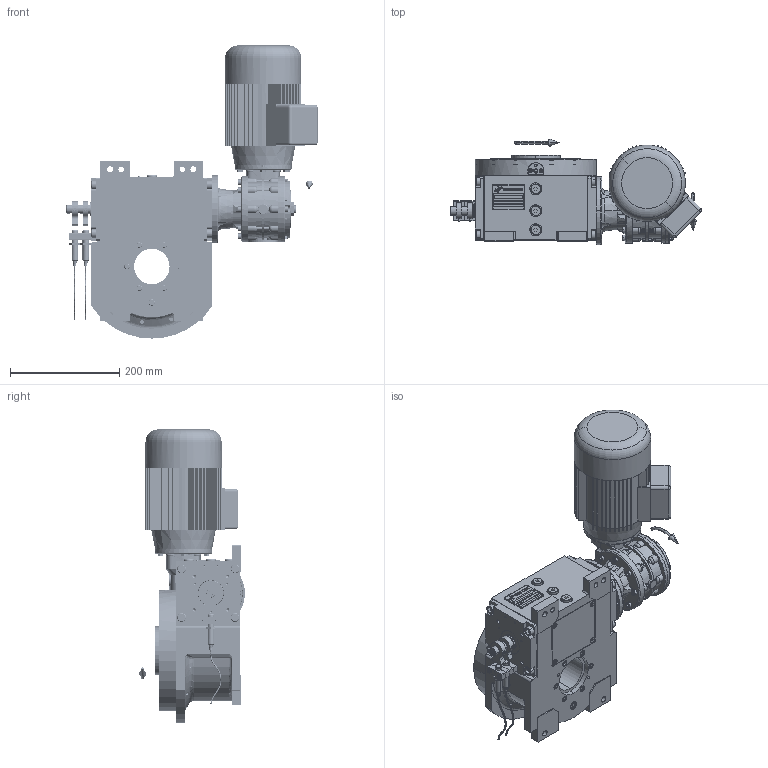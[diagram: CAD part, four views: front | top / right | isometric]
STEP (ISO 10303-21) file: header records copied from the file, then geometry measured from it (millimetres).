
FILE_DESCRIPTION (( 'STEP AP203' ), '1' );
FILE_NAME ('PC5201803.step', '2026-02-03T16:18:14', ( '' ), ( '' ), 'SwSTEP 2.0', 'SolidWorks 2020', '' );
FILE_SCHEMA (( 'CONFIG_CONTROL_DESIGN' ));
Length unit declared in the file: millimetre
Products named in the file (91): cfn2002_01_008; AS_rig06_17_s_007; AS_900_38_30_003; cfn2000_01_103; as_cfn2401_01_003.stp; cfn2000_01_124; rig06_016; AS_cfn2476_01_002_60x46; cfn2107_01_001; cfn2000_01_161; CFN2010_01_012.stp; AS_rig06_002_bl_001; AS_900_38_11_019; RIG06_021_AF0.stp; cfn2151_01_170; rig06_005_n_01; cfn2205_01_013; cfn2077_01_018; rig06_002_bl_001; RMI50_F1_LCB_SX_71B14; freccia_angolare; AS_rig06_004; CFN2401_01_003.stp; rig06_003_8_002; cfn2010_01_015.prt; cfn2115_02_165; 900_38_11_019; CFN2000_01_185.stp; rig06_017_s_007; cfn2070_05_005; cfn2155_01_056; rig06_004; cfn2003_01_054; AS_rig06_004_s_001; cfn2155_01_200; cfn2128_04_004; CFN2010_02_002.stp; cfn2128_19_002; RIG06_005_ASM.stp; cfn2104_01_016 ...
Assembly tree (89 placements, depth 5):
  CFN2010_01_012.stp
  cfn2205_01_013
  cfn2077_01_018
  cfn2115_02_165
  cfn2276_01_074
Bounding box: 460.23 x 194 x 537 mm (x, y, z)
Volume: 6292406.3 mm3; surface area: 1219279.8 mm2
Topology: 78 solids, 82 shells, 4142 faces, 10509 edges, 6707 vertices
Faces by surface type: plane 1996, cylinder 1369, cone 584, torus 155, bspline 28, sphere 10
Entity records: 142295 total; most frequent: CARTESIAN_POINT 38071, DIRECTION 19919, ORIENTED_EDGE 19566, EDGE_CURVE 9787, AXIS2_PLACEMENT_3D 7157, VERTEX_POINT 6314, LINE 5605, VECTOR 5605
